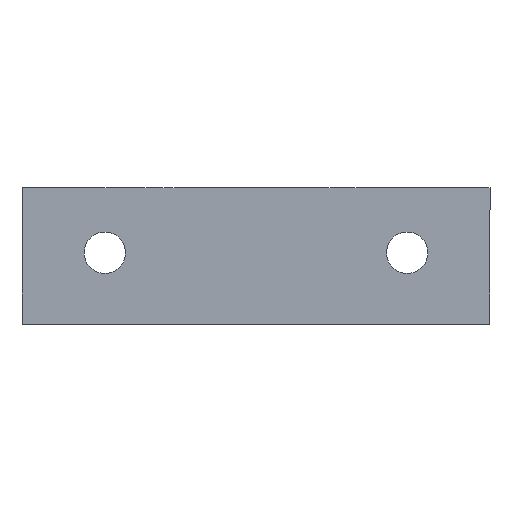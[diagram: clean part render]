
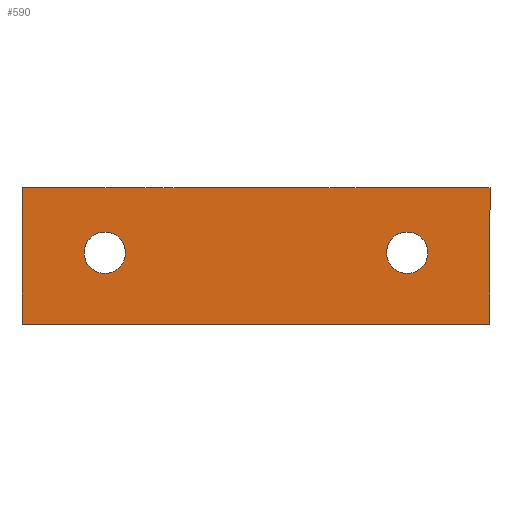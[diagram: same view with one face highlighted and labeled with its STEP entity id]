
A CAD part, top view. The second image highlights one B-rep face of the part: STEP entity #590.
In plain terms, the highlighted planar face has unit normal (0, 0, 1).
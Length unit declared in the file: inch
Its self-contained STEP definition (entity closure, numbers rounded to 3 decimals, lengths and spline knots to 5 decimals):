
#40 = DIRECTION ( 'NONE',  ( -1., 0., 0. ) ) ;
#61 = EDGE_LOOP ( 'NONE', ( #1124, #899, #1334, #1246 ) ) ;
#62 = CIRCLE ( 'NONE', #808, 0.2655 ) ;
#104 = ORIENTED_EDGE ( 'NONE', *, *, #318, .T. ) ;
#110 = CARTESIAN_POINT ( 'NONE',  ( 2.203, 0.165, 1. ) ) ;
#153 = DIRECTION ( 'NONE',  ( -1., 0., 0. ) ) ;
#163 = DIRECTION ( 'NONE',  ( 0., 0., 1. ) ) ;
#197 = VERTEX_POINT ( 'NONE', #1129 ) ;
#200 = CARTESIAN_POINT ( 'NONE',  ( -1.672, 0.165, 1. ) ) ;
#211 = VERTEX_POINT ( 'NONE', #110 ) ;
#237 = DIRECTION ( 'NONE',  ( -1., 0., 0. ) ) ;
#318 = EDGE_CURVE ( 'NONE', #197, #1029, #522, .T. ) ;
#339 = VERTEX_POINT ( 'NONE', #393 ) ;
#351 = DIRECTION ( 'NONE',  ( 0., 0., -1. ) ) ;
#370 = ORIENTED_EDGE ( 'NONE', *, *, #374, .T. ) ;
#374 = EDGE_CURVE ( 'NONE', #211, #1218, #1172, .T. ) ;
#393 = CARTESIAN_POINT ( 'NONE',  ( -3., 1., 1. ) ) ;
#419 = VERTEX_POINT ( 'NONE', #438 ) ;
#428 = EDGE_LOOP ( 'NONE', ( #104, #699 ) ) ;
#436 = CARTESIAN_POINT ( 'NONE',  ( 3., -0.75, 1. ) ) ;
#438 = CARTESIAN_POINT ( 'NONE',  ( -3., -0.75, 1. ) ) ;
#480 = FACE_BOUND ( 'NONE', #428, .T. ) ;
#497 = CARTESIAN_POINT ( 'NONE',  ( -1.9375, 0.165, 1. ) ) ;
#508 = VECTOR ( 'NONE', #612, 39.37008 ) ;
#513 = DIRECTION ( 'NONE',  ( 0., 0., -1. ) ) ;
#522 = CIRCLE ( 'NONE', #764, 0.2655 ) ;
#534 = CARTESIAN_POINT ( 'NONE',  ( -3., 1., 1. ) ) ;
#541 = LINE ( 'NONE', #931, #702 ) ;
#549 = DIRECTION ( 'NONE',  ( 0., -1., 0. ) ) ;
#571 = DIRECTION ( 'NONE',  ( 1., 0., 0. ) ) ;
#587 = ORIENTED_EDGE ( 'NONE', *, *, #917, .T. ) ;
#590 = ADVANCED_FACE ( 'NONE', ( #1088, #480, #689 ), #1111, .T. ) ;
#612 = DIRECTION ( 'NONE',  ( -1., 0., 0. ) ) ;
#646 = CARTESIAN_POINT ( 'NONE',  ( 1.672, 0.165, 1. ) ) ;
#648 = LINE ( 'NONE', #534, #671 ) ;
#665 = CARTESIAN_POINT ( 'NONE',  ( 1.9375, 0.165, 1. ) ) ;
#671 = VECTOR ( 'NONE', #549, 39.37008 ) ;
#687 = AXIS2_PLACEMENT_3D ( 'NONE', #781, #163, #571 ) ;
#689 = FACE_OUTER_BOUND ( 'NONE', #61, .T. ) ;
#699 = ORIENTED_EDGE ( 'NONE', *, *, #1284, .T. ) ;
#702 = VECTOR ( 'NONE', #1130, 39.37008 ) ;
#764 = AXIS2_PLACEMENT_3D ( 'NONE', #497, #513, #812 ) ;
#772 = LINE ( 'NONE', #1000, #1074 ) ;
#781 = CARTESIAN_POINT ( 'NONE',  ( 0., 1., 1. ) ) ;
#787 = VERTEX_POINT ( 'NONE', #436 ) ;
#790 = EDGE_CURVE ( 'NONE', #339, #419, #648, .T. ) ;
#808 = AXIS2_PLACEMENT_3D ( 'NONE', #962, #1259, #40 ) ;
#812 = DIRECTION ( 'NONE',  ( -1., 0., 0. ) ) ;
#886 = CARTESIAN_POINT ( 'NONE',  ( 3., 1., 1. ) ) ;
#899 = ORIENTED_EDGE ( 'NONE', *, *, #1034, .F. ) ;
#917 = EDGE_CURVE ( 'NONE', #1218, #211, #1080, .T. ) ;
#931 = CARTESIAN_POINT ( 'NONE',  ( 0., 1., 1. ) ) ;
#962 = CARTESIAN_POINT ( 'NONE',  ( -1.9375, 0.165, 1. ) ) ;
#984 = AXIS2_PLACEMENT_3D ( 'NONE', #1160, #351, #237 ) ;
#1000 = CARTESIAN_POINT ( 'NONE',  ( 3., 1., 1. ) ) ;
#1001 = EDGE_CURVE ( 'NONE', #1313, #339, #541, .T. ) ;
#1012 = CARTESIAN_POINT ( 'NONE',  ( -3., -0.75, 1. ) ) ;
#1029 = VERTEX_POINT ( 'NONE', #200 ) ;
#1034 = EDGE_CURVE ( 'NONE', #787, #419, #1324, .T. ) ;
#1074 = VECTOR ( 'NONE', #1193, 39.37008 ) ;
#1076 = DIRECTION ( 'NONE',  ( 0., 0., -1. ) ) ;
#1080 = CIRCLE ( 'NONE', #1121, 0.2655 ) ;
#1088 = FACE_BOUND ( 'NONE', #1093, .T. ) ;
#1093 = EDGE_LOOP ( 'NONE', ( #587, #370 ) ) ;
#1111 = PLANE ( 'NONE',  #687 ) ;
#1121 = AXIS2_PLACEMENT_3D ( 'NONE', #665, #1076, #153 ) ;
#1124 = ORIENTED_EDGE ( 'NONE', *, *, #790, .T. ) ;
#1129 = CARTESIAN_POINT ( 'NONE',  ( -2.203, 0.165, 1. ) ) ;
#1130 = DIRECTION ( 'NONE',  ( -1., 0., 0. ) ) ;
#1160 = CARTESIAN_POINT ( 'NONE',  ( 1.9375, 0.165, 1. ) ) ;
#1172 = CIRCLE ( 'NONE', #984, 0.2655 ) ;
#1193 = DIRECTION ( 'NONE',  ( 0., -1., 0. ) ) ;
#1218 = VERTEX_POINT ( 'NONE', #646 ) ;
#1246 = ORIENTED_EDGE ( 'NONE', *, *, #1001, .T. ) ;
#1259 = DIRECTION ( 'NONE',  ( 0., 0., -1. ) ) ;
#1284 = EDGE_CURVE ( 'NONE', #1029, #197, #62, .T. ) ;
#1313 = VERTEX_POINT ( 'NONE', #886 ) ;
#1324 = LINE ( 'NONE', #1012, #508 ) ;
#1330 = EDGE_CURVE ( 'NONE', #1313, #787, #772, .T. ) ;
#1334 = ORIENTED_EDGE ( 'NONE', *, *, #1330, .F. ) ;
